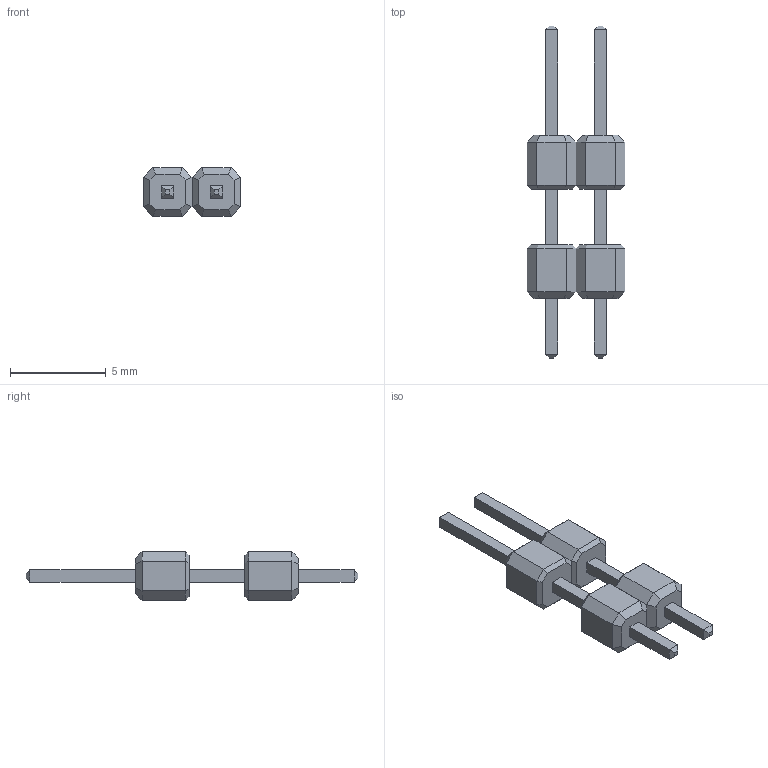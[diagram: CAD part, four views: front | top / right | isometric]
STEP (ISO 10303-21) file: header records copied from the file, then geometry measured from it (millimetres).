
FILE_DESCRIPTION (( 'STEP AP214' ), '1' );
FILE_NAME ('Socket_PIN_Dist_2x.STEP', '2011-09-13T10:27:47', ( 'Master' ), ( '' ), 'SwSTEP 2.0', 'SolidWorks 2010', '' );
FILE_SCHEMA (( 'AUTOMOTIVE_DESIGN' ));
Length unit declared in the file: millimetre
Products named in the file (1): Socket_PIN_Dist_2x
Bounding box: 5.08 x 17.3 x 2.54 mm (x, y, z)
Volume: 73.1 mm3; surface area: 177.9 mm2
Topology: 1 solids, 1 shells, 144 faces, 320 edges, 184 vertices
Faces by surface type: plane 144
Entity records: 4918 total; most frequent: CARTESIAN_POINT 649, ORIENTED_EDGE 640, DIRECTION 610, EDGE_CURVE 320, LINE 320, VECTOR 320, VERTEX_POINT 184, EDGE_LOOP 152
